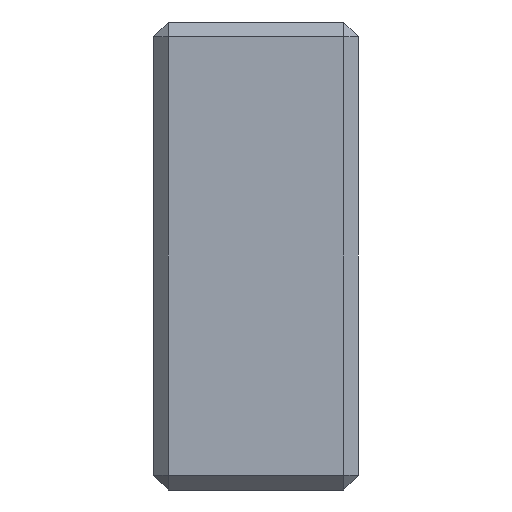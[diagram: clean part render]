
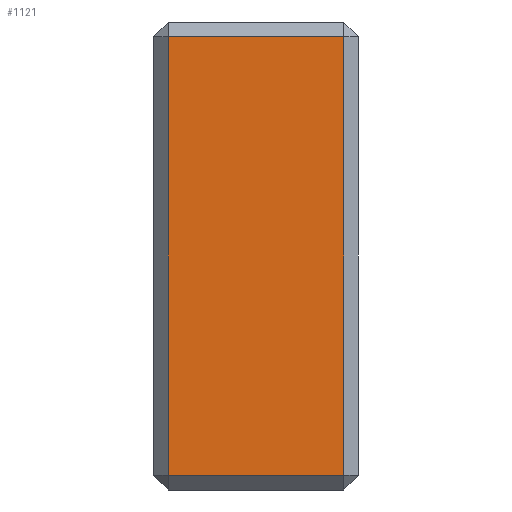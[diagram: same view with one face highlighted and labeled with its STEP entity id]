
A CAD part, left-side view. The second image highlights one B-rep face of the part: STEP entity #1121.
In plain terms, the highlighted planar face has unit normal (-1, 0, 0).
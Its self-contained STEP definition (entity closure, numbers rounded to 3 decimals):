
#76=PLANE('',#1225);
#131=FACE_OUTER_BOUND('',#205,.T.);
#205=EDGE_LOOP('',(#958,#959,#960,#961));
#317=LINE('',#1794,#436);
#319=LINE('',#1797,#438);
#321=LINE('',#1800,#440);
#324=LINE('',#1806,#443);
#436=VECTOR('',#1447,10.);
#438=VECTOR('',#1451,10.);
#440=VECTOR('',#1455,10.);
#443=VECTOR('',#1464,10.);
#573=VERTEX_POINT('',#1762);
#576=VERTEX_POINT('',#1772);
#579=VERTEX_POINT('',#1780);
#580=VERTEX_POINT('',#1784);
#705=EDGE_CURVE('',#576,#580,#317,.T.);
#707=EDGE_CURVE('',#580,#579,#319,.T.);
#709=EDGE_CURVE('',#579,#573,#321,.T.);
#712=EDGE_CURVE('',#573,#576,#324,.T.);
#958=ORIENTED_EDGE('',*,*,#705,.F.);
#959=ORIENTED_EDGE('',*,*,#712,.F.);
#960=ORIENTED_EDGE('',*,*,#709,.F.);
#961=ORIENTED_EDGE('',*,*,#707,.F.);
#1121=ADVANCED_FACE('',(#131),#76,.T.);
#1225=AXIS2_PLACEMENT_3D('',#1836,#1496,#1497);
#1447=DIRECTION('',(0.,0.,1.));
#1451=DIRECTION('',(0.,-1.,0.));
#1455=DIRECTION('',(0.,0.,-1.));
#1464=DIRECTION('',(0.,1.,0.));
#1496=DIRECTION('center_axis',(-1.,0.,0.));
#1497=DIRECTION('ref_axis',(0.,1.,0.));
#1762=CARTESIAN_POINT('',(-45.3,-73.376,-10.5));
#1772=CARTESIAN_POINT('',(-45.3,-67.376,-10.5));
#1780=CARTESIAN_POINT('',(-45.3,-73.376,4.5));
#1784=CARTESIAN_POINT('',(-45.3,-67.376,4.5));
#1794=CARTESIAN_POINT('',(-45.3,-67.376,5.));
#1797=CARTESIAN_POINT('',(-45.3,-72.126,4.5));
#1800=CARTESIAN_POINT('',(-45.3,-73.376,5.));
#1806=CARTESIAN_POINT('',(-45.3,-72.126,-10.5));
#1836=CARTESIAN_POINT('Origin',(-45.3,-73.876,5.));
